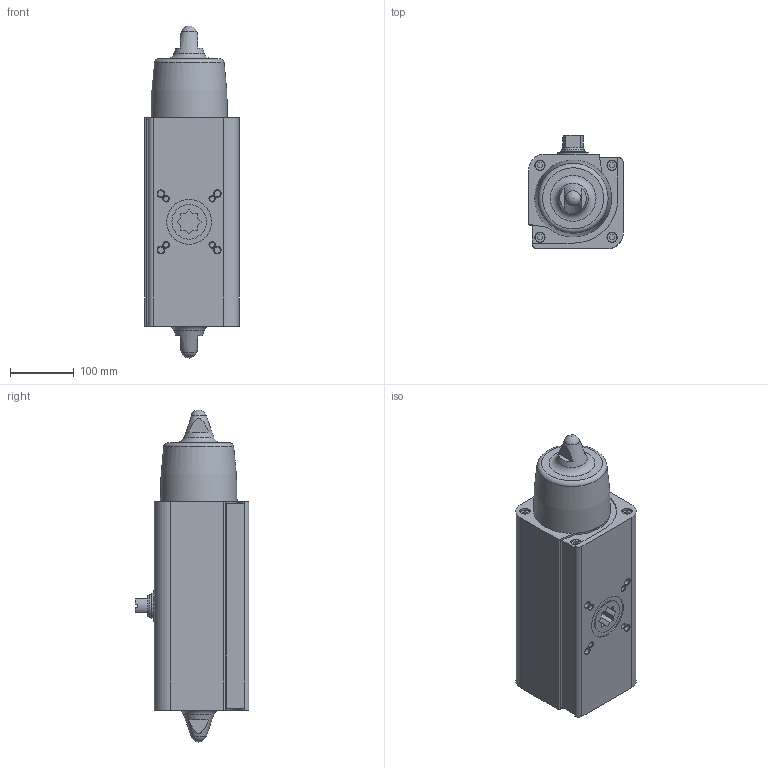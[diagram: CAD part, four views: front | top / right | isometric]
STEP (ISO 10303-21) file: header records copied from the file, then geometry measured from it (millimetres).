
FILE_DESCRIPTION(/* description */ ('STEP AP214'),/* implementation_level */ '2;1');
FILE_NAME(/* name */ '549673_DAPS-0360-090-RS1-F1012',/* time_stamp */ '2024-08-13T17:04:34+02:00',/* author */ ('License CC BY-ND 4.0'),/* organization */ ('CADENAS'),/* preprocessor_version */ 'ST-DEVELOPER v19.3',/* originating_system */ 'PARTsolutions',/* authorisation */ ' ');
FILE_SCHEMA (('AUTOMOTIVE_DESIGN {1 0 10303 214 3 1 1}'));
Length unit declared in the file: millimetre
Products named in the file (3): 549673 DAPS-0360-090-RS1-F1012---0; 549673 DAPS-0360-090-RS1-F1012---(1); 549673 DAPS-0360-090-RS1-F1012---(2)
Assembly tree (2 placements, depth 2):
  549673 DAPS-0360-090-RS1-F1012---0
    549673 DAPS-0360-090-RS1-F1012---(1)
    549673 DAPS-0360-090-RS1-F1012---(2)
Bounding box: 148 x 178 x 519.5 mm (x, y, z)
Volume: 7932800.4 mm3; surface area: 333265.8 mm2
Topology: 2 solids, 2 shells, 260 faces, 613 edges, 399 vertices
Faces by surface type: plane 172, cylinder 50, cone 24, torus 12, sphere 2
Full cylindrical faces by diameter (mm): 4.134 x8, 4.917 x1, 8.376 x4, 10.106 x4, 11.445 x2, 16 x8, 35 x1, 38.8 x1, 48 x2, 54 x2, 70.1 x1
Entity records: 7032 total; most frequent: CARTESIAN_POINT 1260, DIRECTION 1198, ORIENTED_EDGE 1036, EDGE_CURVE 518, AXIS2_PLACEMENT_3D 429, VERTEX_POINT 379, FACE_BOUND 379, EDGE_LOOP 378
